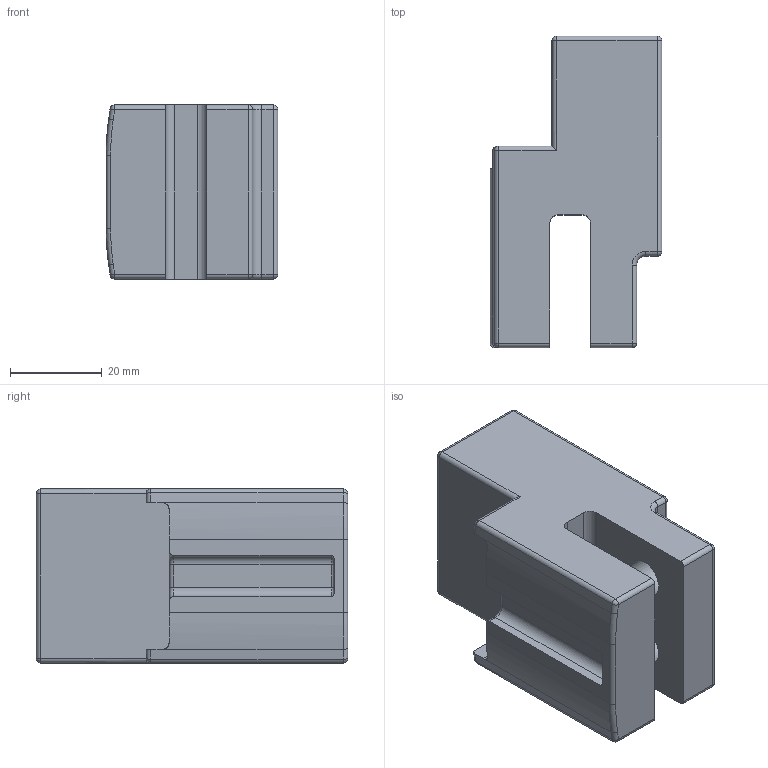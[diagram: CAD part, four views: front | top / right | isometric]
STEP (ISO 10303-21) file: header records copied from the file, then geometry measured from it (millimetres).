
FILE_DESCRIPTION( ( 'STEP AP203' ), '1' );
FILE_NAME( ' ', ' ', ( ' ' ), ( ' ' ), 'PSStep 10.0', ' ', ' ' );
FILE_SCHEMA( ( 'CONFIG_CONTROL_DESIGN' ) );
Length unit declared in the file: millimetre
Products named in the file (1): 1
Bounding box: 37.5 x 68 x 38 mm (x, y, z)
Volume: 54391.9 mm3; surface area: 16654 mm2
Topology: 1 solids, 1 shells, 102 faces, 253 edges, 142 vertices
Faces by surface type: cylinder 51, plane 29, sphere 12, torus 8, cone 2
Full cylindrical faces by diameter (mm): 4.2 x3, 8.5 x2
Entity records: 2928 total; most frequent: DIRECTION 544, CARTESIAN_POINT 493, ORIENTED_EDGE 464, EDGE_CURVE 232, AXIS2_PLACEMENT_3D 211, VERTEX_POINT 142, LINE 122, VECTOR 122
